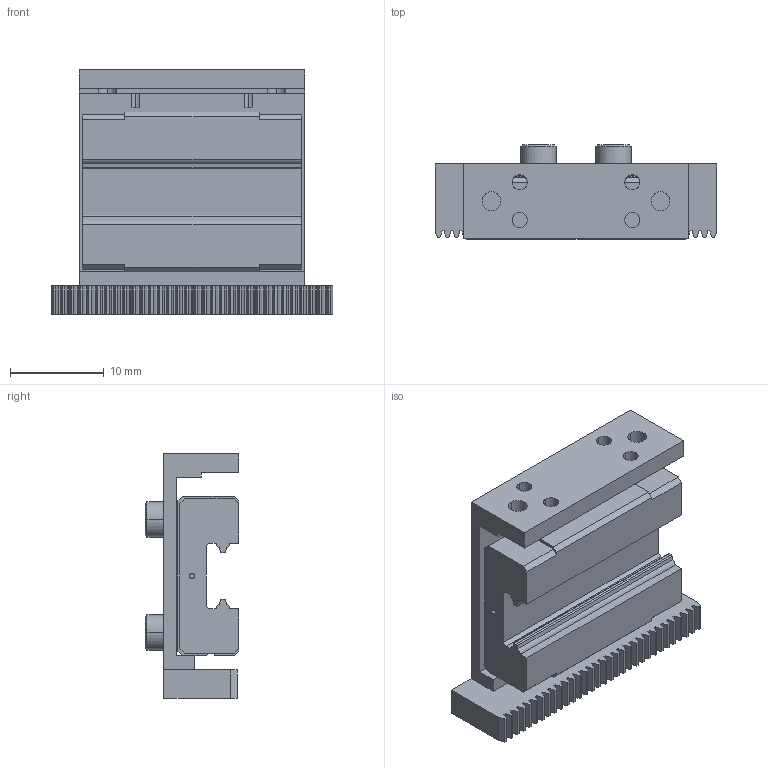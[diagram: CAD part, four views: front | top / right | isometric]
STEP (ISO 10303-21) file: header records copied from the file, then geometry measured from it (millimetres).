
FILE_DESCRIPTION (( 'STEP AP203' ), '1' );
FILE_NAME ('IRB14000_GRIPPER_rev00_Link2_Slide.STEP', '2015-06-10T02:47:57', ( 'ABB' ), ( 'ABB' ), 'SwSTEP 2.0', 'SolidWorks 2012', '' );
FILE_SCHEMA (( 'CONFIG_CONTROL_DESIGN' ));
Length unit declared in the file: millimetre
Products named in the file (1): IRB14000_GRIPPER_rev00_Link2_Slide
Bounding box: 30 x 10 x 26 mm (x, y, z)
Volume: 3861.5 mm3; surface area: 4981 mm2
Topology: 8 solids, 8 shells, 388 faces, 1074 edges, 696 vertices
Faces by surface type: plane 263, cylinder 83, cone 42
Entity records: 12357 total; most frequent: CARTESIAN_POINT 2153, ORIENTED_EDGE 2116, DIRECTION 2092, EDGE_CURVE 1058, VECTOR 798, LINE 798, VERTEX_POINT 696, AXIS2_PLACEMENT_3D 647
